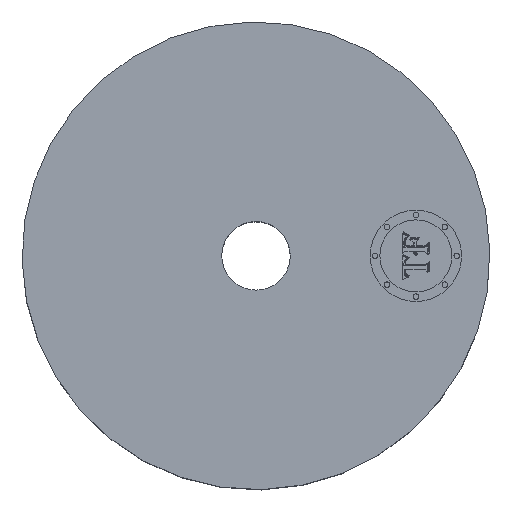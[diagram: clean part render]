
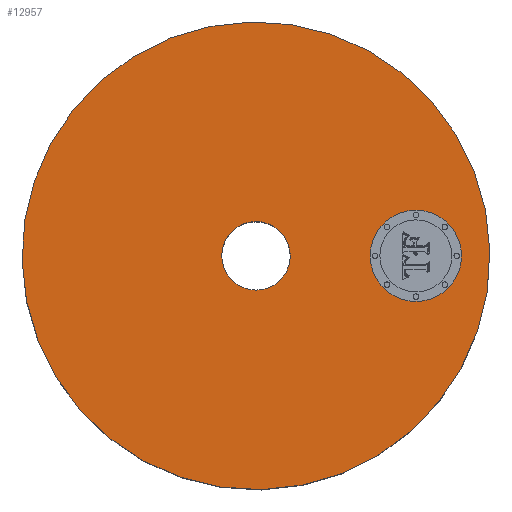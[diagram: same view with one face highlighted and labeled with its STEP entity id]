
A CAD part, top view. The second image highlights one B-rep face of the part: STEP entity #12957.
In plain terms, the highlighted planar face has unit normal (0, 0, 1).
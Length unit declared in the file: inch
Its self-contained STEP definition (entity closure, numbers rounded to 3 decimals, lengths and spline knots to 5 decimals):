
#3318=AXIS2_PLACEMENT_3D('Circle Axis2P3D',#3316,#3317,$) ;
#3337=AXIS2_PLACEMENT_3D('Circle Axis2P3D',#3335,#3336,$) ;
#3857=AXIS2_PLACEMENT_3D('Circle Axis2P3D',#3855,#3856,$) ;
#3883=AXIS2_PLACEMENT_3D('Circle Axis2P3D',#3881,#3882,$) ;
#12929=AXIS2_PLACEMENT_3D('Plane Axis2P3D',#12926,#12927,#12928) ;
#12941=AXIS2_PLACEMENT_3D('Circle Axis2P3D',#12939,#12940,$) ;
#12950=AXIS2_PLACEMENT_3D('Circle Axis2P3D',#12948,#12949,$) ;
#3313=CARTESIAN_POINT('Vertex',(-1.22733,-2.24661,2.)) ;
#3316=CARTESIAN_POINT('Axis2P3D Location',(0.,0.,2.)) ;
#3320=CARTESIAN_POINT('Vertex',(1.22733,2.24661,2.)) ;
#3335=CARTESIAN_POINT('Axis2P3D Location',(0.,0.,2.)) ;
#3855=CARTESIAN_POINT('Axis2P3D Location',(0.,0.,2.)) ;
#3859=CARTESIAN_POINT('Vertex',(0.17978,0.32909,2.)) ;
#3861=CARTESIAN_POINT('Vertex',(-0.17978,-0.32909,2.)) ;
#3881=CARTESIAN_POINT('Axis2P3D Location',(0.,0.,2.)) ;
#12926=CARTESIAN_POINT('Axis2P3D Location',(0.,0.375,2.)) ;
#12939=CARTESIAN_POINT('Axis2P3D Location',(1.75,0.,2.)) ;
#12943=CARTESIAN_POINT('Vertex',(1.75,-0.5,2.)) ;
#12945=CARTESIAN_POINT('Vertex',(1.75,0.5,2.)) ;
#12948=CARTESIAN_POINT('Axis2P3D Location',(1.75,0.,2.)) ;
#3317=DIRECTION('Axis2P3D Direction',(0.,0.,-0.039)) ;
#3336=DIRECTION('Axis2P3D Direction',(0.,0.,-0.039)) ;
#3856=DIRECTION('Axis2P3D Direction',(0.,0.,-0.039)) ;
#3882=DIRECTION('Axis2P3D Direction',(0.,0.,-0.039)) ;
#12927=DIRECTION('Axis2P3D Direction',(0.,0.,-0.039)) ;
#12928=DIRECTION('Axis2P3D XDirection',(0.039,0.,0.)) ;
#12940=DIRECTION('Axis2P3D Direction',(0.,0.,-0.039)) ;
#12949=DIRECTION('Axis2P3D Direction',(0.,0.,-0.039)) ;
#12932=ORIENTED_EDGE('',*,*,#3339,.F.) ;
#12933=ORIENTED_EDGE('',*,*,#3322,.F.) ;
#12936=ORIENTED_EDGE('',*,*,#3885,.T.) ;
#12937=ORIENTED_EDGE('',*,*,#3863,.T.) ;
#12954=ORIENTED_EDGE('',*,*,#12947,.F.) ;
#12955=ORIENTED_EDGE('',*,*,#12952,.F.) ;
#12938=FACE_BOUND('',#12935,.T.) ;
#12956=FACE_BOUND('',#12953,.T.) ;
#12957=ADVANCED_FACE('PartBody',(#12934,#12938,#12956),#12930,.F.) ;
#3319=CIRCLE('generated circle',#3318,2.56) ;
#3338=CIRCLE('generated circle',#3337,2.56) ;
#3858=CIRCLE('generated circle',#3857,0.375) ;
#3884=CIRCLE('generated circle',#3883,0.375) ;
#12942=CIRCLE('generated circle',#12941,0.5) ;
#12951=CIRCLE('generated circle',#12950,0.5) ;
#3322=EDGE_CURVE('',#3314,#3321,#3319,.T.) ;
#3339=EDGE_CURVE('',#3321,#3314,#3338,.T.) ;
#3863=EDGE_CURVE('',#3860,#3862,#3858,.T.) ;
#3885=EDGE_CURVE('',#3862,#3860,#3884,.T.) ;
#12947=EDGE_CURVE('',#12944,#12946,#12942,.F.) ;
#12952=EDGE_CURVE('',#12946,#12944,#12951,.F.) ;
#12931=EDGE_LOOP('',(#12932,#12933)) ;
#12935=EDGE_LOOP('',(#12936,#12937)) ;
#12953=EDGE_LOOP('',(#12954,#12955)) ;
#12934=FACE_OUTER_BOUND('',#12931,.T.) ;
#12930=PLANE('',#12929) ;
#3314=VERTEX_POINT('',#3313) ;
#3321=VERTEX_POINT('',#3320) ;
#3860=VERTEX_POINT('',#3859) ;
#3862=VERTEX_POINT('',#3861) ;
#12944=VERTEX_POINT('',#12943) ;
#12946=VERTEX_POINT('',#12945) ;
